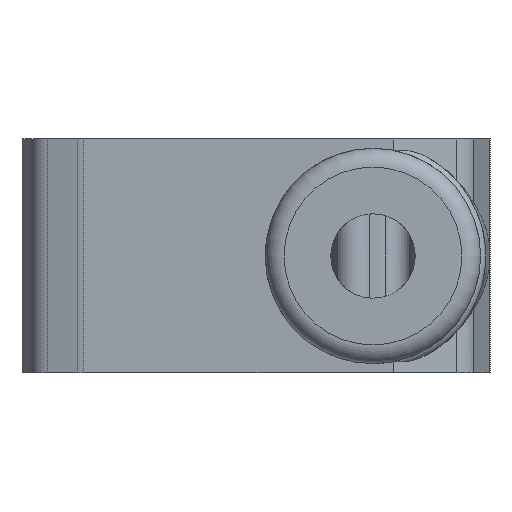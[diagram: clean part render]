
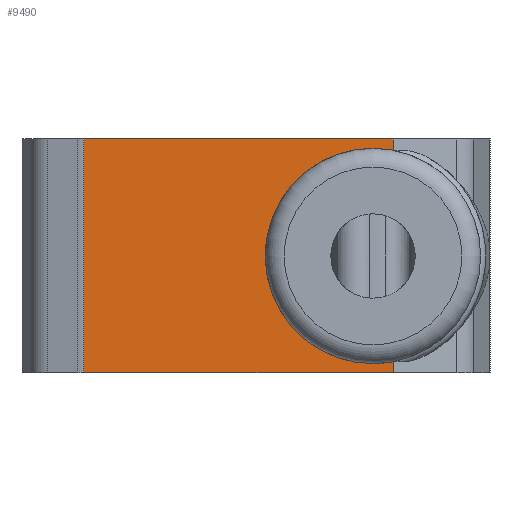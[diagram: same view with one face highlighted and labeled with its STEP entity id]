
A CAD part, front view. The second image highlights one B-rep face of the part: STEP entity #9490.
In plain terms, the highlighted planar face has unit normal (0, -1, 0).
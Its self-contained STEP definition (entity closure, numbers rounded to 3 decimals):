
#957 = PLANE('',#958);
#958 = AXIS2_PLACEMENT_3D('',#959,#960,#961);
#959 = CARTESIAN_POINT('',(13.62,-2.25,5.));
#960 = DIRECTION('',(-0.246,0.969,0.));
#961 = DIRECTION('',(-0.969,-0.246,0.));
#1037 = PLANE('',#1038);
#1038 = AXIS2_PLACEMENT_3D('',#1039,#1040,#1041);
#1039 = CARTESIAN_POINT('',(13.62,-2.25,5.));
#1040 = DIRECTION('',(-0.246,0.969,0.));
#1041 = DIRECTION('',(-0.969,-0.246,0.));
#1397 = PLANE('',#1398);
#1398 = AXIS2_PLACEMENT_3D('',#1399,#1400,#1401);
#1399 = CARTESIAN_POINT('',(-1.25,0.38,5.));
#1400 = DIRECTION('',(0.,0.,1.));
#1401 = DIRECTION('',(1.,0.,-0.));
#1436 = VERTEX_POINT('',#1437);
#1437 = CARTESIAN_POINT('',(13.62,-2.25,5.));
#1458 = EDGE_CURVE('',#1436,#1459,#1461,.T.);
#1459 = VERTEX_POINT('',#1460);
#1460 = CARTESIAN_POINT('',(13.62,-2.25,4.517));
#1461 = SURFACE_CURVE('',#1462,(#1466,#1473),.PCURVE_S1.);
#1462 = LINE('',#1463,#1464);
#1463 = CARTESIAN_POINT('',(13.62,-2.25,5.));
#1464 = VECTOR('',#1465,1.);
#1465 = DIRECTION('',(-0.,-0.,-1.));
#1466 = PCURVE('',#957,#1467);
#1467 = DEFINITIONAL_REPRESENTATION('',(#1468),#1472);
#1468 = LINE('',#1469,#1470);
#1469 = CARTESIAN_POINT('',(0.,0.));
#1470 = VECTOR('',#1471,1.);
#1471 = DIRECTION('',(0.,-1.));
#1472 = ( GEOMETRIC_REPRESENTATION_CONTEXT(2) 
PARAMETRIC_REPRESENTATION_CONTEXT() REPRESENTATION_CONTEXT('2D SPACE',''
  ) );
#1473 = PCURVE('',#1474,#1479);
#1474 = PLANE('',#1475);
#1475 = AXIS2_PLACEMENT_3D('',#1476,#1477,#1478);
#1476 = CARTESIAN_POINT('',(0.38,-2.25,5.));
#1477 = DIRECTION('',(0.,1.,0.));
#1478 = DIRECTION('',(0.,-0.,1.));
#1479 = DEFINITIONAL_REPRESENTATION('',(#1480),#1484);
#1480 = LINE('',#1481,#1482);
#1481 = CARTESIAN_POINT('',(0.,13.24));
#1482 = VECTOR('',#1483,1.);
#1483 = DIRECTION('',(-1.,0.));
#1484 = ( GEOMETRIC_REPRESENTATION_CONTEXT(2) 
PARAMETRIC_REPRESENTATION_CONTEXT() REPRESENTATION_CONTEXT('2D SPACE',''
  ) );
#1503 = CYLINDRICAL_SURFACE('',#1504,4.6);
#1504 = AXIS2_PLACEMENT_3D('',#1505,#1506,#1507);
#1505 = CARTESIAN_POINT('',(12.75,-16.05,0.));
#1506 = DIRECTION('',(-0.,1.,0.));
#1507 = DIRECTION('',(0.,0.,-1.));
#9058 = VERTEX_POINT('',#9059);
#9059 = CARTESIAN_POINT('',(0.38,-2.25,5.));
#9074 = CYLINDRICAL_SURFACE('',#9075,1.);
#9075 = AXIS2_PLACEMENT_3D('',#9076,#9077,#9078);
#9076 = CARTESIAN_POINT('',(0.38,-1.25,5.));
#9077 = DIRECTION('',(0.,-0.,1.));
#9078 = DIRECTION('',(-1.,0.,0.));
#9086 = EDGE_CURVE('',#9058,#1436,#9087,.T.);
#9087 = SURFACE_CURVE('',#9088,(#9092,#9099),.PCURVE_S1.);
#9088 = LINE('',#9089,#9090);
#9089 = CARTESIAN_POINT('',(0.38,-2.25,5.));
#9090 = VECTOR('',#9091,1.);
#9091 = DIRECTION('',(1.,0.,0.));
#9092 = PCURVE('',#1397,#9093);
#9093 = DEFINITIONAL_REPRESENTATION('',(#9094),#9098);
#9094 = LINE('',#9095,#9096);
#9095 = CARTESIAN_POINT('',(1.63,-2.63));
#9096 = VECTOR('',#9097,1.);
#9097 = DIRECTION('',(1.,0.));
#9098 = ( GEOMETRIC_REPRESENTATION_CONTEXT(2) 
PARAMETRIC_REPRESENTATION_CONTEXT() REPRESENTATION_CONTEXT('2D SPACE',''
  ) );
#9099 = PCURVE('',#1474,#9100);
#9100 = DEFINITIONAL_REPRESENTATION('',(#9101),#9105);
#9101 = LINE('',#9102,#9103);
#9102 = CARTESIAN_POINT('',(0.,0.));
#9103 = VECTOR('',#9104,1.);
#9104 = DIRECTION('',(0.,1.));
#9105 = ( GEOMETRIC_REPRESENTATION_CONTEXT(2) 
PARAMETRIC_REPRESENTATION_CONTEXT() REPRESENTATION_CONTEXT('2D SPACE',''
  ) );
#9490 = ADVANCED_FACE('',(#9491),#1474,.F.);
#9491 = FACE_BOUND('',#9492,.T.);
#9492 = EDGE_LOOP('',(#9493,#9519,#9541,#9542,#9543,#9566,#9594));
#9493 = ORIENTED_EDGE('',*,*,#9494,.T.);
#9494 = EDGE_CURVE('',#9495,#9497,#9499,.T.);
#9495 = VERTEX_POINT('',#9496);
#9496 = CARTESIAN_POINT('',(13.62,-2.25,-4.517));
#9497 = VERTEX_POINT('',#9498);
#9498 = CARTESIAN_POINT('',(12.75,-2.25,-4.6));
#9499 = SURFACE_CURVE('',#9500,(#9505,#9512),.PCURVE_S1.);
#9500 = CIRCLE('',#9501,4.6);
#9501 = AXIS2_PLACEMENT_3D('',#9502,#9503,#9504);
#9502 = CARTESIAN_POINT('',(12.75,-2.25,0.));
#9503 = DIRECTION('',(0.,1.,0.));
#9504 = DIRECTION('',(0.,-0.,1.));
#9505 = PCURVE('',#1474,#9506);
#9506 = DEFINITIONAL_REPRESENTATION('',(#9507),#9511);
#9507 = CIRCLE('',#9508,4.6);
#9508 = AXIS2_PLACEMENT_2D('',#9509,#9510);
#9509 = CARTESIAN_POINT('',(-5.,12.37));
#9510 = DIRECTION('',(1.,0.));
#9511 = ( GEOMETRIC_REPRESENTATION_CONTEXT(2) 
PARAMETRIC_REPRESENTATION_CONTEXT() REPRESENTATION_CONTEXT('2D SPACE',''
  ) );
#9512 = PCURVE('',#1503,#9513);
#9513 = DEFINITIONAL_REPRESENTATION('',(#9514),#9518);
#9514 = LINE('',#9515,#9516);
#9515 = CARTESIAN_POINT('',(3.142,13.8));
#9516 = VECTOR('',#9517,1.);
#9517 = DIRECTION('',(1.,0.));
#9518 = ( GEOMETRIC_REPRESENTATION_CONTEXT(2) 
PARAMETRIC_REPRESENTATION_CONTEXT() REPRESENTATION_CONTEXT('2D SPACE',''
  ) );
#9519 = ORIENTED_EDGE('',*,*,#9520,.T.);
#9520 = EDGE_CURVE('',#9497,#1459,#9521,.T.);
#9521 = SURFACE_CURVE('',#9522,(#9527,#9534),.PCURVE_S1.);
#9522 = CIRCLE('',#9523,4.6);
#9523 = AXIS2_PLACEMENT_3D('',#9524,#9525,#9526);
#9524 = CARTESIAN_POINT('',(12.75,-2.25,0.));
#9525 = DIRECTION('',(0.,1.,0.));
#9526 = DIRECTION('',(0.,-0.,1.));
#9527 = PCURVE('',#1474,#9528);
#9528 = DEFINITIONAL_REPRESENTATION('',(#9529),#9533);
#9529 = CIRCLE('',#9530,4.6);
#9530 = AXIS2_PLACEMENT_2D('',#9531,#9532);
#9531 = CARTESIAN_POINT('',(-5.,12.37));
#9532 = DIRECTION('',(1.,0.));
#9533 = ( GEOMETRIC_REPRESENTATION_CONTEXT(2) 
PARAMETRIC_REPRESENTATION_CONTEXT() REPRESENTATION_CONTEXT('2D SPACE',''
  ) );
#9534 = PCURVE('',#1503,#9535);
#9535 = DEFINITIONAL_REPRESENTATION('',(#9536),#9540);
#9536 = LINE('',#9537,#9538);
#9537 = CARTESIAN_POINT('',(-3.142,13.8));
#9538 = VECTOR('',#9539,1.);
#9539 = DIRECTION('',(1.,0.));
#9540 = ( GEOMETRIC_REPRESENTATION_CONTEXT(2) 
PARAMETRIC_REPRESENTATION_CONTEXT() REPRESENTATION_CONTEXT('2D SPACE',''
  ) );
#9541 = ORIENTED_EDGE('',*,*,#1458,.F.);
#9542 = ORIENTED_EDGE('',*,*,#9086,.F.);
#9543 = ORIENTED_EDGE('',*,*,#9544,.T.);
#9544 = EDGE_CURVE('',#9058,#9545,#9547,.T.);
#9545 = VERTEX_POINT('',#9546);
#9546 = CARTESIAN_POINT('',(0.38,-2.25,-5.));
#9547 = SURFACE_CURVE('',#9548,(#9552,#9559),.PCURVE_S1.);
#9548 = LINE('',#9549,#9550);
#9549 = CARTESIAN_POINT('',(0.38,-2.25,5.));
#9550 = VECTOR('',#9551,1.);
#9551 = DIRECTION('',(-0.,-0.,-1.));
#9552 = PCURVE('',#1474,#9553);
#9553 = DEFINITIONAL_REPRESENTATION('',(#9554),#9558);
#9554 = LINE('',#9555,#9556);
#9555 = CARTESIAN_POINT('',(0.,0.));
#9556 = VECTOR('',#9557,1.);
#9557 = DIRECTION('',(-1.,0.));
#9558 = ( GEOMETRIC_REPRESENTATION_CONTEXT(2) 
PARAMETRIC_REPRESENTATION_CONTEXT() REPRESENTATION_CONTEXT('2D SPACE',''
  ) );
#9559 = PCURVE('',#9074,#9560);
#9560 = DEFINITIONAL_REPRESENTATION('',(#9561),#9565);
#9561 = LINE('',#9562,#9563);
#9562 = CARTESIAN_POINT('',(1.571,0.));
#9563 = VECTOR('',#9564,1.);
#9564 = DIRECTION('',(0.,-1.));
#9565 = ( GEOMETRIC_REPRESENTATION_CONTEXT(2) 
PARAMETRIC_REPRESENTATION_CONTEXT() REPRESENTATION_CONTEXT('2D SPACE',''
  ) );
#9566 = ORIENTED_EDGE('',*,*,#9567,.T.);
#9567 = EDGE_CURVE('',#9545,#9568,#9570,.T.);
#9568 = VERTEX_POINT('',#9569);
#9569 = CARTESIAN_POINT('',(13.62,-2.25,-5.));
#9570 = SURFACE_CURVE('',#9571,(#9575,#9582),.PCURVE_S1.);
#9571 = LINE('',#9572,#9573);
#9572 = CARTESIAN_POINT('',(0.38,-2.25,-5.));
#9573 = VECTOR('',#9574,1.);
#9574 = DIRECTION('',(1.,0.,0.));
#9575 = PCURVE('',#1474,#9576);
#9576 = DEFINITIONAL_REPRESENTATION('',(#9577),#9581);
#9577 = LINE('',#9578,#9579);
#9578 = CARTESIAN_POINT('',(-10.,0.));
#9579 = VECTOR('',#9580,1.);
#9580 = DIRECTION('',(0.,1.));
#9581 = ( GEOMETRIC_REPRESENTATION_CONTEXT(2) 
PARAMETRIC_REPRESENTATION_CONTEXT() REPRESENTATION_CONTEXT('2D SPACE',''
  ) );
#9582 = PCURVE('',#9583,#9588);
#9583 = PLANE('',#9584);
#9584 = AXIS2_PLACEMENT_3D('',#9585,#9586,#9587);
#9585 = CARTESIAN_POINT('',(-1.25,0.38,-5.));
#9586 = DIRECTION('',(0.,0.,1.));
#9587 = DIRECTION('',(1.,0.,-0.));
#9588 = DEFINITIONAL_REPRESENTATION('',(#9589),#9593);
#9589 = LINE('',#9590,#9591);
#9590 = CARTESIAN_POINT('',(1.63,-2.63));
#9591 = VECTOR('',#9592,1.);
#9592 = DIRECTION('',(1.,0.));
#9593 = ( GEOMETRIC_REPRESENTATION_CONTEXT(2) 
PARAMETRIC_REPRESENTATION_CONTEXT() REPRESENTATION_CONTEXT('2D SPACE',''
  ) );
#9594 = ORIENTED_EDGE('',*,*,#9595,.F.);
#9595 = EDGE_CURVE('',#9495,#9568,#9596,.T.);
#9596 = SURFACE_CURVE('',#9597,(#9601,#9608),.PCURVE_S1.);
#9597 = LINE('',#9598,#9599);
#9598 = CARTESIAN_POINT('',(13.62,-2.25,5.));
#9599 = VECTOR('',#9600,1.);
#9600 = DIRECTION('',(-0.,-0.,-1.));
#9601 = PCURVE('',#1474,#9602);
#9602 = DEFINITIONAL_REPRESENTATION('',(#9603),#9607);
#9603 = LINE('',#9604,#9605);
#9604 = CARTESIAN_POINT('',(0.,13.24));
#9605 = VECTOR('',#9606,1.);
#9606 = DIRECTION('',(-1.,0.));
#9607 = ( GEOMETRIC_REPRESENTATION_CONTEXT(2) 
PARAMETRIC_REPRESENTATION_CONTEXT() REPRESENTATION_CONTEXT('2D SPACE',''
  ) );
#9608 = PCURVE('',#1037,#9609);
#9609 = DEFINITIONAL_REPRESENTATION('',(#9610),#9614);
#9610 = LINE('',#9611,#9612);
#9611 = CARTESIAN_POINT('',(0.,0.));
#9612 = VECTOR('',#9613,1.);
#9613 = DIRECTION('',(0.,-1.));
#9614 = ( GEOMETRIC_REPRESENTATION_CONTEXT(2) 
PARAMETRIC_REPRESENTATION_CONTEXT() REPRESENTATION_CONTEXT('2D SPACE',''
  ) );
